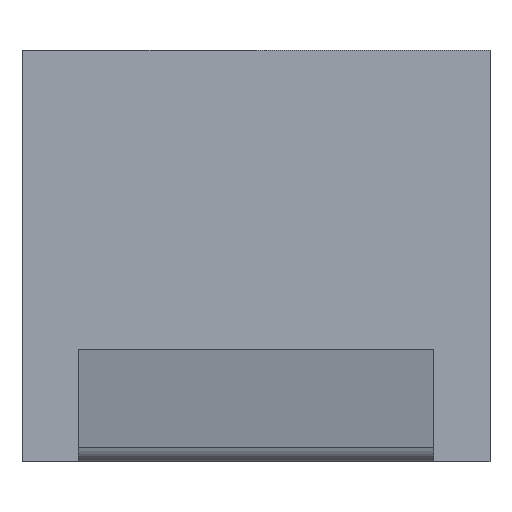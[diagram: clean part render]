
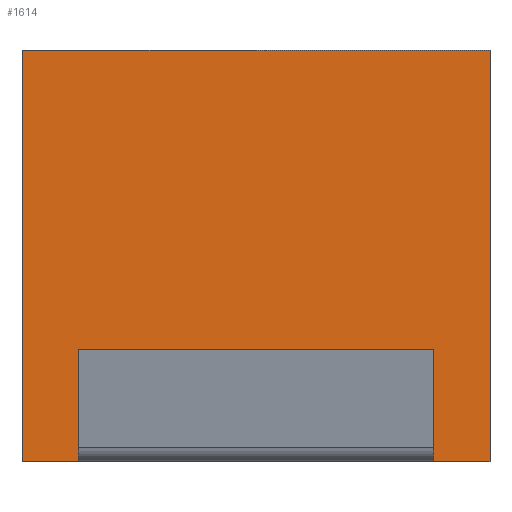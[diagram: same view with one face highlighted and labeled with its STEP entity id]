
A CAD part, left-side view. The second image highlights one B-rep face of the part: STEP entity #1614.
In plain terms, the highlighted planar face has unit normal (-1, 0, 0).
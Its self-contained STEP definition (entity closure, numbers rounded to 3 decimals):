
#55=PLANE('',#1676);
#139=FACE_OUTER_BOUND('',#231,.T.);
#231=EDGE_LOOP('',(#1355,#1356,#1357,#1358,#1359,#1360,#1361,#1362));
#334=LINE('',#2865,#464);
#339=LINE('',#2878,#469);
#347=LINE('',#2898,#477);
#348=LINE('',#2900,#478);
#349=LINE('',#2903,#479);
#355=LINE('',#2914,#485);
#356=LINE('',#2916,#486);
#357=LINE('',#2917,#487);
#464=VECTOR('',#1821,10.);
#469=VECTOR('',#1834,10.);
#477=VECTOR('',#1854,10.);
#478=VECTOR('',#1857,10.);
#479=VECTOR('',#1860,10.);
#485=VECTOR('',#1866,10.);
#486=VECTOR('',#1869,10.);
#487=VECTOR('',#1870,10.);
#714=VERTEX_POINT('',#2862);
#715=VERTEX_POINT('',#2864);
#717=VERTEX_POINT('',#2872);
#719=VERTEX_POINT('',#2876);
#724=VERTEX_POINT('',#2889);
#725=VERTEX_POINT('',#2891);
#726=VERTEX_POINT('',#2902);
#731=VERTEX_POINT('',#2912);
#922=EDGE_CURVE('',#714,#715,#334,.T.);
#927=EDGE_CURVE('',#719,#717,#339,.T.);
#937=EDGE_CURVE('',#724,#717,#347,.T.);
#938=EDGE_CURVE('',#719,#725,#348,.T.);
#939=EDGE_CURVE('',#726,#724,#349,.T.);
#945=EDGE_CURVE('',#725,#731,#355,.T.);
#946=EDGE_CURVE('',#731,#715,#356,.T.);
#947=EDGE_CURVE('',#726,#714,#357,.T.);
#1355=ORIENTED_EDGE('',*,*,#938,.T.);
#1356=ORIENTED_EDGE('',*,*,#945,.T.);
#1357=ORIENTED_EDGE('',*,*,#946,.T.);
#1358=ORIENTED_EDGE('',*,*,#922,.F.);
#1359=ORIENTED_EDGE('',*,*,#947,.F.);
#1360=ORIENTED_EDGE('',*,*,#939,.T.);
#1361=ORIENTED_EDGE('',*,*,#937,.T.);
#1362=ORIENTED_EDGE('',*,*,#927,.F.);
#1614=ADVANCED_FACE('',(#139),#55,.T.);
#1676=AXIS2_PLACEMENT_3D('',#2915,#1867,#1868);
#1821=DIRECTION('',(0.,-1.,0.));
#1834=DIRECTION('',(0.,1.,0.));
#1854=DIRECTION('',(0.,0.,1.));
#1857=DIRECTION('',(0.,0.,-1.));
#1860=DIRECTION('',(0.,-1.,0.));
#1866=DIRECTION('',(0.,-1.,0.));
#1867=DIRECTION('center_axis',(-1.,0.,0.));
#1868=DIRECTION('ref_axis',(0.,-1.,0.));
#1869=DIRECTION('',(0.,0.,1.));
#1870=DIRECTION('',(0.,0.,1.));
#2862=CARTESIAN_POINT('',(-1.5,1.25,2.2));
#2864=CARTESIAN_POINT('',(-1.5,-1.25,2.2));
#2865=CARTESIAN_POINT('',(-1.5,1.25,2.2));
#2872=CARTESIAN_POINT('',(-1.5,0.95,0.15));
#2876=CARTESIAN_POINT('',(-1.5,-0.95,0.15));
#2878=CARTESIAN_POINT('',(-1.5,-0.95,0.15));
#2889=CARTESIAN_POINT('',(-1.5,0.95,0.));
#2891=CARTESIAN_POINT('',(-1.5,-0.95,0.));
#2898=CARTESIAN_POINT('',(-1.5,0.95,0.));
#2900=CARTESIAN_POINT('',(-1.5,-0.95,0.));
#2902=CARTESIAN_POINT('',(-1.5,1.25,0.));
#2903=CARTESIAN_POINT('',(-1.5,1.25,0.));
#2912=CARTESIAN_POINT('',(-1.5,-1.25,0.));
#2914=CARTESIAN_POINT('',(-1.5,1.25,0.));
#2915=CARTESIAN_POINT('Origin',(-1.5,1.25,0.));
#2916=CARTESIAN_POINT('',(-1.5,-1.25,0.));
#2917=CARTESIAN_POINT('',(-1.5,1.25,0.));
